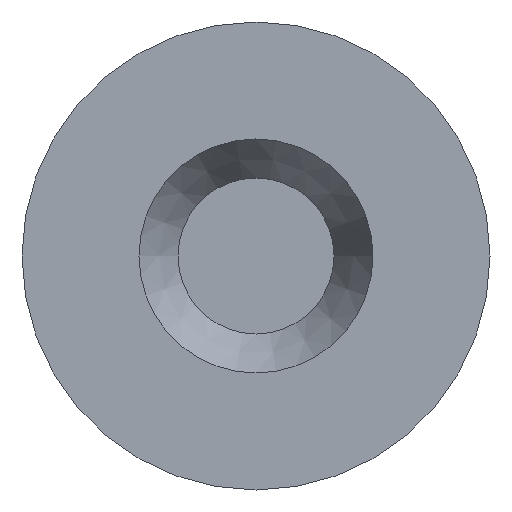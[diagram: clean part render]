
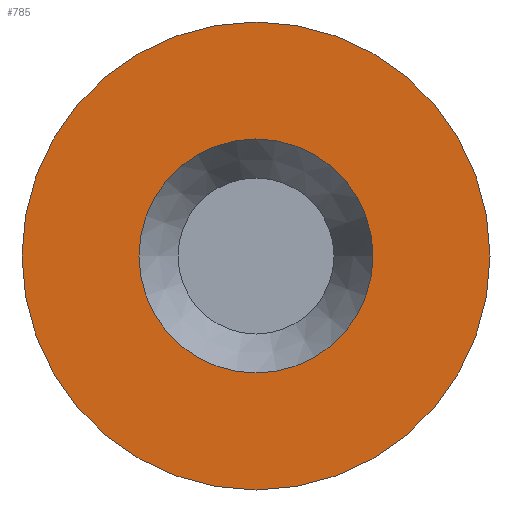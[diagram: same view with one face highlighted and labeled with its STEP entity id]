
A CAD part, front view. The second image highlights one B-rep face of the part: STEP entity #785.
In plain terms, the highlighted planar face has unit normal (0, -1, 0).
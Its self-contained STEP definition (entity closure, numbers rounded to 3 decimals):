
#179=FACE_BOUND('',#235,.T.);
#183=FACE_OUTER_BOUND('',#234,.T.);
#234=EDGE_LOOP('',(#530));
#235=EDGE_LOOP('',(#531));
#289=CIRCLE('',#853,24.);
#290=CIRCLE('',#854,12.);
#341=VERTEX_POINT('',#1230);
#342=VERTEX_POINT('',#1232);
#413=EDGE_CURVE('',#341,#341,#289,.T.);
#414=EDGE_CURVE('',#342,#342,#290,.T.);
#530=ORIENTED_EDGE('',*,*,#413,.F.);
#531=ORIENTED_EDGE('',*,*,#414,.T.);
#764=PLANE('',#852);
#785=ADVANCED_FACE('',(#183,#179),#764,.T.);
#852=AXIS2_PLACEMENT_3D('',#1229,#957,#958);
#853=AXIS2_PLACEMENT_3D('',#1231,#959,#960);
#854=AXIS2_PLACEMENT_3D('',#1233,#961,#962);
#957=DIRECTION('center_axis',(0.,-1.,0.));
#958=DIRECTION('ref_axis',(0.,0.,-1.));
#959=DIRECTION('center_axis',(0.,1.,0.));
#960=DIRECTION('ref_axis',(1.,0.,0.));
#961=DIRECTION('center_axis',(0.,1.,0.));
#962=DIRECTION('ref_axis',(1.,0.,0.));
#1229=CARTESIAN_POINT('Origin',(-24.,0.,0.));
#1230=CARTESIAN_POINT('',(24.,0.,0.));
#1231=CARTESIAN_POINT('Origin',(0.,0.,0.));
#1232=CARTESIAN_POINT('',(12.,0.,0.));
#1233=CARTESIAN_POINT('Origin',(0.,0.,0.));
